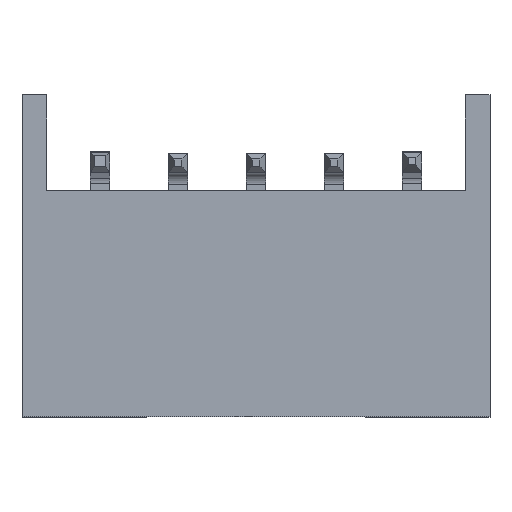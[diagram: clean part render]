
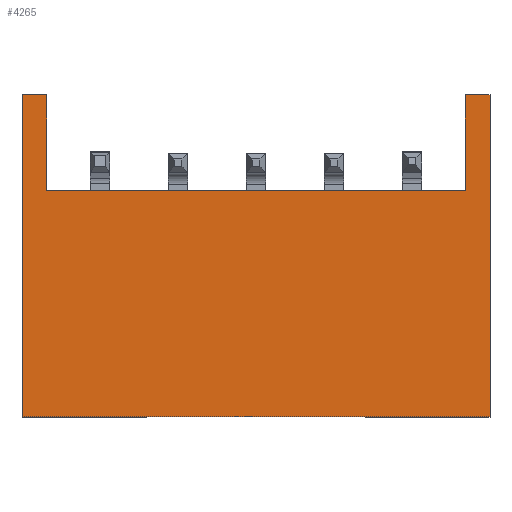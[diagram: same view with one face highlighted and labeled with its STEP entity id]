
A CAD part, top view. The second image highlights one B-rep face of the part: STEP entity #4265.
In plain terms, the highlighted planar face has unit normal (0, 0, 1).
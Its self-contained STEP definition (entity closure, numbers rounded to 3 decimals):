
#150=DIRECTION('',(-1.,0.,0.));
#151=VECTOR('',#150,10.74);
#152=CARTESIAN_POINT('',(5.37,2.67,4.7));
#153=LINE('',#152,#151);
#974=DIRECTION('',(0.,-1.,0.));
#975=VECTOR('',#974,2.46);
#976=CARTESIAN_POINT('',(5.37,5.13,4.7));
#977=LINE('',#976,#975);
#1266=DIRECTION('',(0.,1.,0.));
#1267=VECTOR('',#1266,2.46);
#1268=CARTESIAN_POINT('',(-5.37,2.67,4.7));
#1269=LINE('',#1268,#1267);
#1282=DIRECTION('',(-1.,0.,0.));
#1283=VECTOR('',#1282,0.63);
#1284=CARTESIAN_POINT('',(6.,5.13,4.7));
#1285=LINE('',#1284,#1283);
#1286=DIRECTION('',(0.,-1.,0.));
#1287=VECTOR('',#1286,8.26);
#1288=CARTESIAN_POINT('',(6.,5.13,4.7));
#1289=LINE('',#1288,#1287);
#1290=DIRECTION('',(1.,0.,0.));
#1291=VECTOR('',#1290,12.);
#1292=CARTESIAN_POINT('',(-6.,-3.13,4.7));
#1293=LINE('',#1292,#1291);
#1294=DIRECTION('',(0.,1.,0.));
#1295=VECTOR('',#1294,8.26);
#1296=CARTESIAN_POINT('',(-6.,-3.13,4.7));
#1297=LINE('',#1296,#1295);
#1298=DIRECTION('',(1.,0.,0.));
#1299=VECTOR('',#1298,0.63);
#1300=CARTESIAN_POINT('',(-6.,5.13,4.7));
#1301=LINE('',#1300,#1299);
#1810=CARTESIAN_POINT('',(-6.,-3.13,4.7));
#1811=CARTESIAN_POINT('',(6.,-3.13,4.7));
#1812=VERTEX_POINT('',#1810);
#1813=VERTEX_POINT('',#1811);
#2195=CARTESIAN_POINT('',(6.,5.13,4.7));
#2197=VERTEX_POINT('',#2195);
#2199=CARTESIAN_POINT('',(5.37,5.13,4.7));
#2201=VERTEX_POINT('',#2199);
#2203=CARTESIAN_POINT('',(-6.,5.13,4.7));
#2205=VERTEX_POINT('',#2203);
#2207=CARTESIAN_POINT('',(-5.37,5.13,4.7));
#2209=VERTEX_POINT('',#2207);
#2210=CARTESIAN_POINT('',(-5.37,2.67,4.7));
#2211=VERTEX_POINT('',#2210);
#2212=CARTESIAN_POINT('',(5.37,2.67,4.7));
#2213=VERTEX_POINT('',#2212);
#4248=CARTESIAN_POINT('',(0.,0.,4.7));
#4249=DIRECTION('',(0.,0.,1.));
#4250=DIRECTION('',(1.,0.,0.));
#4251=AXIS2_PLACEMENT_3D('',#4248,#4249,#4250);
#4252=PLANE('',#4251);
#4253=ORIENTED_EDGE('',*,*,#4215,.F.);
#4254=ORIENTED_EDGE('',*,*,#2426,.F.);
#4255=ORIENTED_EDGE('',*,*,#3783,.F.);
#4257=ORIENTED_EDGE('',*,*,#4256,.F.);
#4258=ORIENTED_EDGE('',*,*,#3976,.T.);
#4259=ORIENTED_EDGE('',*,*,#3868,.F.);
#4260=ORIENTED_EDGE('',*,*,#4156,.T.);
#4262=ORIENTED_EDGE('',*,*,#4261,.T.);
#4263=EDGE_LOOP('',(#4253,#4254,#4255,#4257,#4258,#4259,#4260,#4262));
#4264=FACE_OUTER_BOUND('',#4263,.F.);
#2426=EDGE_CURVE('',#2213,#2211,#153,.T.);
#3783=EDGE_CURVE('',#2201,#2213,#977,.T.);
#3868=EDGE_CURVE('',#1812,#1813,#1293,.T.);
#3976=EDGE_CURVE('',#2197,#1813,#1289,.T.);
#4156=EDGE_CURVE('',#1812,#2205,#1297,.T.);
#4215=EDGE_CURVE('',#2211,#2209,#1269,.T.);
#4256=EDGE_CURVE('',#2197,#2201,#1285,.T.);
#4261=EDGE_CURVE('',#2205,#2209,#1301,.T.);
#4265=ADVANCED_FACE('',(#4264),#4252,.T.);
